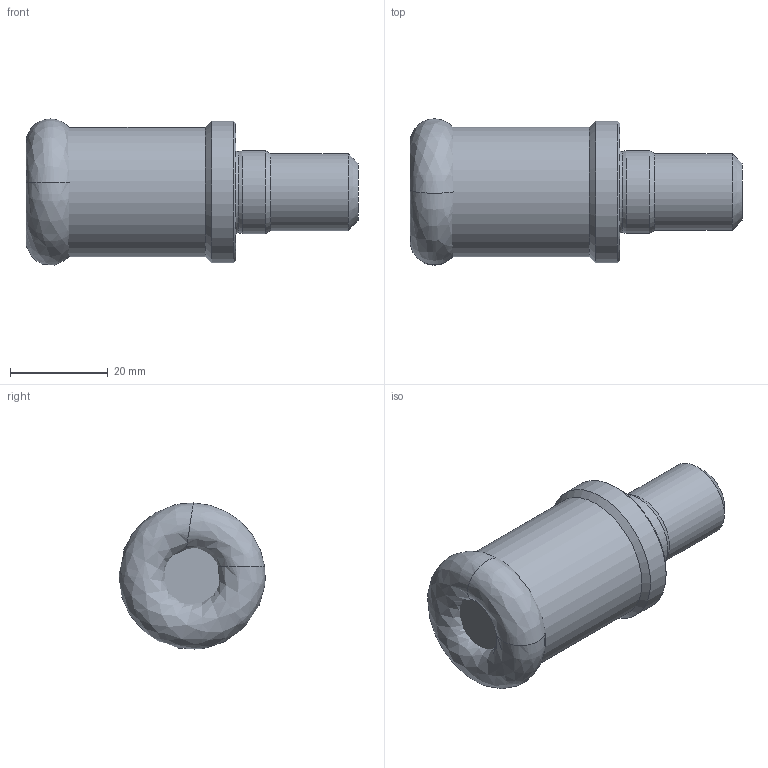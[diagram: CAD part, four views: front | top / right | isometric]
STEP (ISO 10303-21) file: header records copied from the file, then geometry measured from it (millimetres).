
FILE_DESCRIPTION(/* description */ (''),/* implementation_level */ '2;1');
FILE_NAME(/* name */ 'AEMR-RD1003-D30-M16-L43-Z04-H.stp',/* time_stamp */ '2023-10-19T20:48:01+03:00',/* author */ (''),/* organization */ (''),/* preprocessor_version */ 'ST-DEVELOPER v19.4',/* originating_system */ 'SIEMENS PLM Software NX2306.5001',/* authorisation */ '');
FILE_SCHEMA (('AUTOMOTIVE_DESIGN { 1 0 10303 214 3 1 1 1 }'));
Length unit declared in the file: millimetre
Products named in the file (1): AEMR-RD1003-D30-M16-L43-Z04-H-LIGHT_x_t_objects
Bounding box: 68 x 29.98 x 29.92 mm (x, y, z)
Volume: 33349.2 mm3; surface area: 7913.6 mm2
Topology: 2 solids, 2 shells, 17 faces, 31 edges, 17 vertices
Faces by surface type: cone 6, cylinder 4, plane 3, bspline 2, torus 1, revolution 1
Full cylindrical faces by diameter (mm): 15.75 x1, 17 x1, 26.5 x1, 29 x1
Entity records: 509 total; most frequent: CARTESIAN_POINT 191, DIRECTION 63, EDGE_LOOP 32, ORIENTED_EDGE 32, AXIS2_PLACEMENT_3D 31, FACE_BOUND 30, ADVANCED_FACE 17, VERTEX_POINT 16
